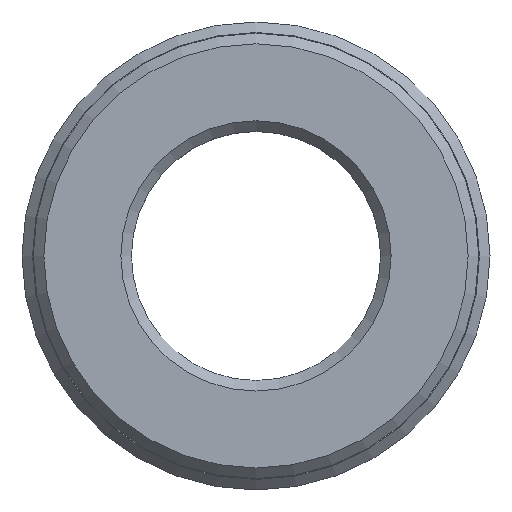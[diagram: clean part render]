
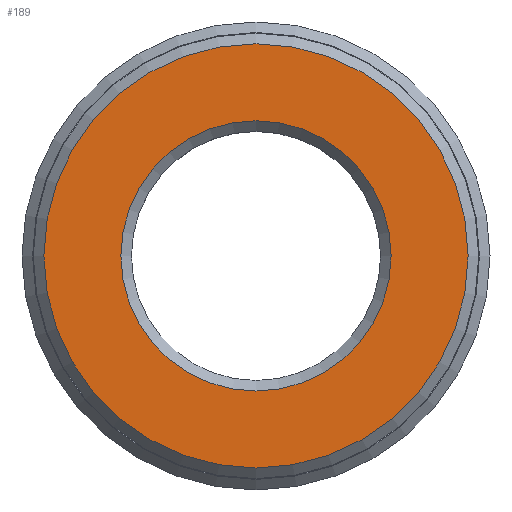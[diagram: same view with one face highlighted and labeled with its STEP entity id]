
A CAD part, top view. The second image highlights one B-rep face of the part: STEP entity #189.
In plain terms, the highlighted planar face has unit normal (0, 0, 1).
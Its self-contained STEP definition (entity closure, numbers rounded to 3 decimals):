
#36=FACE_BOUND('',#68,.T.);
#40=PLANE('',#232);
#51=FACE_OUTER_BOUND('',#67,.T.);
#67=EDGE_LOOP('',(#166));
#68=EDGE_LOOP('',(#167));
#86=CIRCLE('',#231,8.95);
#87=CIRCLE('',#233,14.05);
#101=VERTEX_POINT('',#348);
#102=VERTEX_POINT('',#352);
#122=EDGE_CURVE('',#101,#101,#86,.T.);
#124=EDGE_CURVE('',#102,#102,#87,.T.);
#166=ORIENTED_EDGE('',*,*,#124,.F.);
#167=ORIENTED_EDGE('',*,*,#122,.F.);
#189=ADVANCED_FACE('',(#51,#36),#40,.T.);
#231=AXIS2_PLACEMENT_3D('',#349,#292,#293);
#232=AXIS2_PLACEMENT_3D('',#351,#295,#296);
#233=AXIS2_PLACEMENT_3D('',#353,#297,#298);
#292=DIRECTION('center_axis',(0.,0.,1.));
#293=DIRECTION('ref_axis',(-1.,0.,0.));
#295=DIRECTION('center_axis',(0.,0.,1.));
#296=DIRECTION('ref_axis',(1.,0.,0.));
#297=DIRECTION('center_axis',(0.,0.,-1.));
#298=DIRECTION('ref_axis',(1.,0.,0.));
#348=CARTESIAN_POINT('',(8.95,0.,7.));
#349=CARTESIAN_POINT('Origin',(0.,0.,7.));
#351=CARTESIAN_POINT('Origin',(0.,0.,7.));
#352=CARTESIAN_POINT('',(-14.05,0.,7.));
#353=CARTESIAN_POINT('Origin',(0.,0.,7.));
